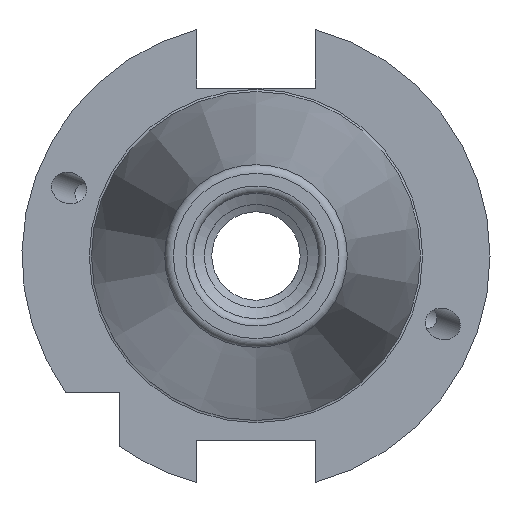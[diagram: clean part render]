
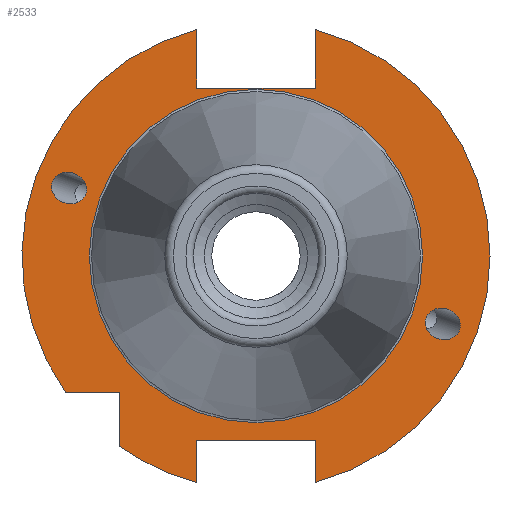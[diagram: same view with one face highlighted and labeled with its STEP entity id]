
A CAD part, left-side view. The second image highlights one B-rep face of the part: STEP entity #2533.
In plain terms, the highlighted planar face has unit normal (-1, 0, 0).
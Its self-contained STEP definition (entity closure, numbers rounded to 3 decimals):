
#561=CARTESIAN_POINT('',(3.2,-23.093,-8.405));
#562=VERTEX_POINT('',#561);
#563=CARTESIAN_POINT('',(3.2,-25.372,-9.235));
#564=DIRECTION('',(1.0,0.0,0.0));
#565=DIRECTION('',(0.0,-0.94,-0.342));
#566=AXIS2_PLACEMENT_3D('',#563,#564,#565);
#567=ELLIPSE('',#566,2.425,2.1);
#568=EDGE_CURVE('',#562,#562,#567,.T.);
#598=CARTESIAN_POINT('',(3.2,23.093,8.405));
#599=VERTEX_POINT('',#598);
#600=CARTESIAN_POINT('',(3.2,25.372,9.235));
#601=DIRECTION('',(1.0,0.0,0.0));
#602=DIRECTION('',(0.0,0.94,0.342));
#603=AXIS2_PLACEMENT_3D('',#600,#601,#602);
#604=ELLIPSE('',#603,2.425,2.1);
#605=EDGE_CURVE('',#599,#599,#604,.T.);
#1556=CARTESIAN_POINT('',(3.2,18.5,-18.5));
#1557=VERTEX_POINT('',#1556);
#1558=CARTESIAN_POINT('',(3.2,18.5,-25.834));
#1559=VERTEX_POINT('',#1558);
#1560=CARTESIAN_POINT('',(3.2,18.5,-18.5));
#1561=DIRECTION('',(0.0,0.0,-1.0));
#1562=VECTOR('',#1561,7.334);
#1563=LINE('',#1560,#1562);
#1564=EDGE_CURVE('',#1557,#1559,#1563,.T.);
#1688=CARTESIAN_POINT('',(3.2,25.834,-18.5));
#1689=VERTEX_POINT('',#1688);
#1690=CARTESIAN_POINT('',(3.2,25.834,-18.5));
#1691=DIRECTION('',(0.0,-1.0,0.0));
#1692=VECTOR('',#1691,7.334);
#1693=LINE('',#1690,#1692);
#1694=EDGE_CURVE('',#1689,#1557,#1693,.T.);
#1796=CARTESIAN_POINT('',(3.2,8.05,30.738));
#1797=VERTEX_POINT('',#1796);
#1798=CARTESIAN_POINT('',(3.2,0.0,0.));
#1799=DIRECTION('',(-1.0,0.0,0.));
#1800=DIRECTION('',(0.,0.0,1.0));
#1801=AXIS2_PLACEMENT_3D('',#1798,#1799,#1800);
#1802=CIRCLE('',#1801,31.775);
#1803=EDGE_CURVE('',#1797,#1689,#1802,.T.);
#2281=CARTESIAN_POINT('',(3.2,8.05,-25.0));
#2282=VERTEX_POINT('',#2281);
#2289=CARTESIAN_POINT('',(3.2,8.05,-30.738));
#2290=VERTEX_POINT('',#2289);
#2291=CARTESIAN_POINT('',(3.2,8.05,-30.738));
#2292=DIRECTION('',(0.0,0.0,1.0));
#2293=VECTOR('',#2292,5.738);
#2294=LINE('',#2291,#2293);
#2295=EDGE_CURVE('',#2290,#2282,#2294,.T.);
#2345=CARTESIAN_POINT('',(3.2,-8.05,-30.738));
#2346=VERTEX_POINT('',#2345);
#2353=CARTESIAN_POINT('',(3.2,-8.05,-25.0));
#2354=VERTEX_POINT('',#2353);
#2355=CARTESIAN_POINT('',(3.2,-8.05,-25.0));
#2356=DIRECTION('',(0.0,0.0,-1.0));
#2357=VECTOR('',#2356,5.738);
#2358=LINE('',#2355,#2357);
#2359=EDGE_CURVE('',#2354,#2346,#2358,.T.);
#2378=CARTESIAN_POINT('',(3.2,8.05,-25.0));
#2379=DIRECTION('',(0.0,-1.0,0.0));
#2380=VECTOR('',#2379,16.1);
#2381=LINE('',#2378,#2380);
#2382=EDGE_CURVE('',#2282,#2354,#2381,.T.);
#2465=CARTESIAN_POINT('',(3.2,0.0,27.233));
#2466=DIRECTION('',(-1.0,0.0,0.0));
#2467=DIRECTION('',(0.0,0.0,1.0));
#2468=AXIS2_PLACEMENT_3D('',#2465,#2466,#2467);
#2469=PLANE('',#2468);
#2470=ORIENTED_EDGE('',*,*,#1564,.T.);
#2471=CARTESIAN_POINT('',(3.2,0.0,0.));
#2472=DIRECTION('',(-1.0,0.0,0.));
#2473=DIRECTION('',(0.,0.0,1.0));
#2474=AXIS2_PLACEMENT_3D('',#2471,#2472,#2473);
#2475=CIRCLE('',#2474,31.775);
#2476=EDGE_CURVE('',#1559,#2290,#2475,.T.);
#2477=ORIENTED_EDGE('',*,*,#2476,.T.);
#2478=ORIENTED_EDGE('',*,*,#2295,.T.);
#2479=ORIENTED_EDGE('',*,*,#2382,.T.);
#2480=ORIENTED_EDGE('',*,*,#2359,.T.);
#2481=CARTESIAN_POINT('',(3.2,-8.05,30.738));
#2482=VERTEX_POINT('',#2481);
#2483=CARTESIAN_POINT('',(3.2,0.0,0.));
#2484=DIRECTION('',(-1.0,0.0,0.));
#2485=DIRECTION('',(0.,0.0,1.0));
#2486=AXIS2_PLACEMENT_3D('',#2483,#2484,#2485);
#2487=CIRCLE('',#2486,31.775);
#2488=EDGE_CURVE('',#2346,#2482,#2487,.T.);
#2489=ORIENTED_EDGE('',*,*,#2488,.T.);
#2490=CARTESIAN_POINT('',(3.2,-8.05,22.8));
#2491=VERTEX_POINT('',#2490);
#2492=CARTESIAN_POINT('',(3.2,-8.05,30.738));
#2493=DIRECTION('',(0.0,0.0,-1.0));
#2494=VECTOR('',#2493,7.938);
#2495=LINE('',#2492,#2494);
#2496=EDGE_CURVE('',#2482,#2491,#2495,.T.);
#2497=ORIENTED_EDGE('',*,*,#2496,.T.);
#2498=CARTESIAN_POINT('',(3.2,8.05,22.8));
#2499=VERTEX_POINT('',#2498);
#2500=CARTESIAN_POINT('',(3.2,-8.05,22.8));
#2501=DIRECTION('',(0.0,1.0,0.0));
#2502=VECTOR('',#2501,16.1);
#2503=LINE('',#2500,#2502);
#2504=EDGE_CURVE('',#2491,#2499,#2503,.T.);
#2505=ORIENTED_EDGE('',*,*,#2504,.T.);
#2506=CARTESIAN_POINT('',(3.2,8.05,22.8));
#2507=DIRECTION('',(0.0,0.0,1.0));
#2508=VECTOR('',#2507,7.938);
#2509=LINE('',#2506,#2508);
#2510=EDGE_CURVE('',#2499,#1797,#2509,.T.);
#2511=ORIENTED_EDGE('',*,*,#2510,.T.);
#2512=ORIENTED_EDGE('',*,*,#1803,.T.);
#2513=ORIENTED_EDGE('',*,*,#1694,.T.);
#2514=EDGE_LOOP('',(#2470,#2477,#2478,#2479,#2480,#2489,#2497,#2505,#2511,#2512,#2513));
#2515=FACE_OUTER_BOUND('',#2514,.T.);
#2516=ORIENTED_EDGE('',*,*,#568,.T.);
#2517=EDGE_LOOP('',(#2516));
#2518=FACE_BOUND('',#2517,.T.);
#2519=ORIENTED_EDGE('',*,*,#605,.T.);
#2520=EDGE_LOOP('',(#2519));
#2521=FACE_BOUND('',#2520,.T.);
#2522=CARTESIAN_POINT('',(3.2,22.625,0.0));
#2523=VERTEX_POINT('',#2522);
#2524=CARTESIAN_POINT('',(3.2,0.0,0.0));
#2525=DIRECTION('',(-1.0,0.0,0.0));
#2526=DIRECTION('',(0.0,1.0,0.0));
#2527=AXIS2_PLACEMENT_3D('',#2524,#2525,#2526);
#2528=CIRCLE('',#2527,22.625);
#2529=EDGE_CURVE('',#2523,#2523,#2528,.T.);
#2530=ORIENTED_EDGE('',*,*,#2529,.F.);
#2531=EDGE_LOOP('',(#2530));
#2532=FACE_BOUND('',#2531,.T.);
#2533=ADVANCED_FACE('',(#2515,#2518,#2521,#2532),#2469,.T.);
